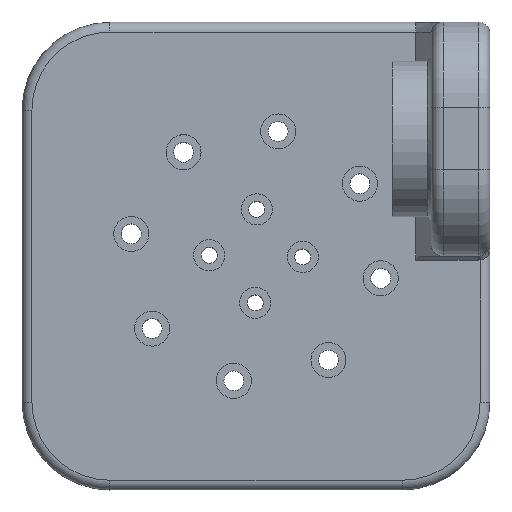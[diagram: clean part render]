
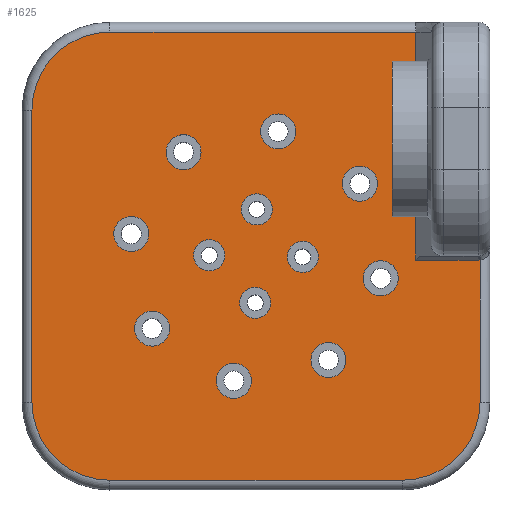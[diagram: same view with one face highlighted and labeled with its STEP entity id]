
A CAD part, top view. The second image highlights one B-rep face of the part: STEP entity #1625.
In plain terms, the highlighted planar face has unit normal (0, 0, 1).
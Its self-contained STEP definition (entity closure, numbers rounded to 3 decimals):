
#117=FACE_BOUND('',#364,.T.);
#118=FACE_BOUND('',#365,.T.);
#119=FACE_BOUND('',#366,.T.);
#120=FACE_BOUND('',#367,.T.);
#121=FACE_BOUND('',#368,.T.);
#122=FACE_BOUND('',#369,.T.);
#123=FACE_BOUND('',#370,.T.);
#124=FACE_BOUND('',#371,.T.);
#125=FACE_BOUND('',#372,.T.);
#126=FACE_BOUND('',#373,.T.);
#127=FACE_BOUND('',#374,.T.);
#128=FACE_BOUND('',#375,.T.);
#160=PLANE('',#1812);
#237=FACE_OUTER_BOUND('',#363,.T.);
#363=EDGE_LOOP('',(#1390,#1391,#1392,#1393,#1394,#1395,#1396,#1397,#1398,
#1399));
#364=EDGE_LOOP('',(#1400));
#365=EDGE_LOOP('',(#1401));
#366=EDGE_LOOP('',(#1402));
#367=EDGE_LOOP('',(#1403));
#368=EDGE_LOOP('',(#1404));
#369=EDGE_LOOP('',(#1405));
#370=EDGE_LOOP('',(#1406));
#371=EDGE_LOOP('',(#1407));
#372=EDGE_LOOP('',(#1408));
#373=EDGE_LOOP('',(#1409));
#374=EDGE_LOOP('',(#1410));
#375=EDGE_LOOP('',(#1411));
#466=LINE('',#2884,#561);
#468=LINE('',#2914,#563);
#480=LINE('',#2979,#575);
#492=LINE('',#3030,#587);
#493=LINE('',#3038,#588);
#494=LINE('',#3046,#589);
#561=VECTOR('',#2092,10.);
#563=VECTOR('',#2100,10.);
#575=VECTOR('',#2158,10.);
#587=VECTOR('',#2216,10.);
#588=VECTOR('',#2227,10.);
#589=VECTOR('',#2238,10.);
#639=CIRCLE('',#1702,4.);
#642=CIRCLE('',#1707,4.);
#645=CIRCLE('',#1712,4.);
#648=CIRCLE('',#1717,4.);
#670=CIRCLE('',#1749,4.);
#695=CIRCLE('',#1802,20.);
#698=CIRCLE('',#1807,20.);
#700=CIRCLE('',#1811,20.);
#701=CIRCLE('',#1813,4.5);
#702=CIRCLE('',#1814,4.5);
#703=CIRCLE('',#1815,4.5);
#704=CIRCLE('',#1816,4.5);
#705=CIRCLE('',#1817,4.5);
#706=CIRCLE('',#1818,4.5);
#707=CIRCLE('',#1819,4.5);
#708=CIRCLE('',#1820,4.5);
#764=VERTEX_POINT('',#2517);
#767=VERTEX_POINT('',#2526);
#770=VERTEX_POINT('',#2535);
#773=VERTEX_POINT('',#2544);
#801=VERTEX_POINT('',#2872);
#804=VERTEX_POINT('',#2877);
#806=VERTEX_POINT('',#2882);
#807=VERTEX_POINT('',#2913);
#824=VERTEX_POINT('',#2977);
#834=VERTEX_POINT('',#3028);
#835=VERTEX_POINT('',#3032);
#836=VERTEX_POINT('',#3036);
#837=VERTEX_POINT('',#3040);
#838=VERTEX_POINT('',#3044);
#839=VERTEX_POINT('',#3050);
#840=VERTEX_POINT('',#3052);
#841=VERTEX_POINT('',#3054);
#842=VERTEX_POINT('',#3056);
#843=VERTEX_POINT('',#3058);
#844=VERTEX_POINT('',#3060);
#845=VERTEX_POINT('',#3062);
#846=VERTEX_POINT('',#3064);
#919=EDGE_CURVE('',#764,#764,#639,.T.);
#923=EDGE_CURVE('',#767,#767,#642,.T.);
#927=EDGE_CURVE('',#770,#770,#645,.T.);
#931=EDGE_CURVE('',#773,#773,#648,.T.);
#971=EDGE_CURVE('',#804,#801,#670,.T.);
#973=EDGE_CURVE('',#806,#804,#466,.T.);
#978=EDGE_CURVE('',#801,#807,#468,.T.);
#1005=EDGE_CURVE('',#824,#806,#480,.T.);
#1029=EDGE_CURVE('',#834,#824,#492,.T.);
#1031=EDGE_CURVE('',#835,#834,#695,.T.);
#1033=EDGE_CURVE('',#836,#835,#493,.T.);
#1035=EDGE_CURVE('',#837,#836,#698,.T.);
#1037=EDGE_CURVE('',#838,#837,#494,.T.);
#1038=EDGE_CURVE('',#807,#838,#700,.T.);
#1039=EDGE_CURVE('',#839,#839,#701,.T.);
#1040=EDGE_CURVE('',#840,#840,#702,.T.);
#1041=EDGE_CURVE('',#841,#841,#703,.T.);
#1042=EDGE_CURVE('',#842,#842,#704,.T.);
#1043=EDGE_CURVE('',#843,#843,#705,.T.);
#1044=EDGE_CURVE('',#844,#844,#706,.T.);
#1045=EDGE_CURVE('',#845,#845,#707,.T.);
#1046=EDGE_CURVE('',#846,#846,#708,.T.);
#1390=ORIENTED_EDGE('',*,*,#1005,.F.);
#1391=ORIENTED_EDGE('',*,*,#1029,.F.);
#1392=ORIENTED_EDGE('',*,*,#1031,.F.);
#1393=ORIENTED_EDGE('',*,*,#1033,.F.);
#1394=ORIENTED_EDGE('',*,*,#1035,.F.);
#1395=ORIENTED_EDGE('',*,*,#1037,.F.);
#1396=ORIENTED_EDGE('',*,*,#1038,.F.);
#1397=ORIENTED_EDGE('',*,*,#978,.F.);
#1398=ORIENTED_EDGE('',*,*,#971,.F.);
#1399=ORIENTED_EDGE('',*,*,#973,.F.);
#1400=ORIENTED_EDGE('',*,*,#919,.T.);
#1401=ORIENTED_EDGE('',*,*,#923,.T.);
#1402=ORIENTED_EDGE('',*,*,#927,.T.);
#1403=ORIENTED_EDGE('',*,*,#931,.T.);
#1404=ORIENTED_EDGE('',*,*,#1039,.T.);
#1405=ORIENTED_EDGE('',*,*,#1040,.T.);
#1406=ORIENTED_EDGE('',*,*,#1041,.T.);
#1407=ORIENTED_EDGE('',*,*,#1042,.T.);
#1408=ORIENTED_EDGE('',*,*,#1043,.T.);
#1409=ORIENTED_EDGE('',*,*,#1044,.T.);
#1410=ORIENTED_EDGE('',*,*,#1045,.T.);
#1411=ORIENTED_EDGE('',*,*,#1046,.T.);
#1625=ADVANCED_FACE('',(#237,#117,#118,#119,#120,#121,#122,#123,#124,#125,
#126,#127,#128),#160,.T.);
#1702=AXIS2_PLACEMENT_3D('',#2518,#1979,#1980);
#1707=AXIS2_PLACEMENT_3D('',#2527,#1990,#1991);
#1712=AXIS2_PLACEMENT_3D('',#2536,#2001,#2002);
#1717=AXIS2_PLACEMENT_3D('',#2545,#2012,#2013);
#1749=AXIS2_PLACEMENT_3D('',#2879,#2087,#2088);
#1802=AXIS2_PLACEMENT_3D('',#3034,#2221,#2222);
#1807=AXIS2_PLACEMENT_3D('',#3042,#2232,#2233);
#1811=AXIS2_PLACEMENT_3D('',#3048,#2241,#2242);
#1812=AXIS2_PLACEMENT_3D('',#3049,#2243,#2244);
#1813=AXIS2_PLACEMENT_3D('',#3051,#2245,#2246);
#1814=AXIS2_PLACEMENT_3D('',#3053,#2247,#2248);
#1815=AXIS2_PLACEMENT_3D('',#3055,#2249,#2250);
#1816=AXIS2_PLACEMENT_3D('',#3057,#2251,#2252);
#1817=AXIS2_PLACEMENT_3D('',#3059,#2253,#2254);
#1818=AXIS2_PLACEMENT_3D('',#3061,#2255,#2256);
#1819=AXIS2_PLACEMENT_3D('',#3063,#2257,#2258);
#1820=AXIS2_PLACEMENT_3D('',#3065,#2259,#2260);
#1979=DIRECTION('center_axis',(0.,0.,-1.));
#1980=DIRECTION('ref_axis',(-1.,0.,0.));
#1990=DIRECTION('center_axis',(0.,0.,-1.));
#1991=DIRECTION('ref_axis',(-1.,0.,0.));
#2001=DIRECTION('center_axis',(0.,0.,-1.));
#2002=DIRECTION('ref_axis',(-1.,0.,0.));
#2012=DIRECTION('center_axis',(0.,0.,-1.));
#2013=DIRECTION('ref_axis',(-1.,0.,0.));
#2087=DIRECTION('center_axis',(0.,0.,1.));
#2088=DIRECTION('ref_axis',(0.707,-0.707,0.));
#2092=DIRECTION('',(1.,0.,0.));
#2100=DIRECTION('',(0.,-1.,0.));
#2158=DIRECTION('',(0.,-1.,0.));
#2216=DIRECTION('',(1.,0.,0.));
#2221=DIRECTION('center_axis',(0.,0.,-1.));
#2222=DIRECTION('ref_axis',(-0.707,0.707,0.));
#2227=DIRECTION('',(0.,1.,0.));
#2232=DIRECTION('center_axis',(0.,0.,-1.));
#2233=DIRECTION('ref_axis',(-0.707,-0.707,0.));
#2238=DIRECTION('',(-1.,0.,0.));
#2241=DIRECTION('center_axis',(0.,0.,-1.));
#2242=DIRECTION('ref_axis',(0.707,-0.707,0.));
#2243=DIRECTION('center_axis',(0.,0.,1.));
#2244=DIRECTION('ref_axis',(1.,0.,0.));
#2245=DIRECTION('center_axis',(0.,0.,-1.));
#2246=DIRECTION('ref_axis',(1.,0.,0.));
#2247=DIRECTION('center_axis',(0.,0.,-1.));
#2248=DIRECTION('ref_axis',(1.,0.,0.));
#2249=DIRECTION('center_axis',(0.,0.,-1.));
#2250=DIRECTION('ref_axis',(1.,0.,0.));
#2251=DIRECTION('center_axis',(0.,0.,-1.));
#2252=DIRECTION('ref_axis',(1.,0.,0.));
#2253=DIRECTION('center_axis',(0.,0.,-1.));
#2254=DIRECTION('ref_axis',(1.,0.,0.));
#2255=DIRECTION('center_axis',(0.,0.,-1.));
#2256=DIRECTION('ref_axis',(1.,0.,0.));
#2257=DIRECTION('center_axis',(0.,0.,-1.));
#2258=DIRECTION('ref_axis',(1.,0.,0.));
#2259=DIRECTION('center_axis',(0.,0.,-1.));
#2260=DIRECTION('ref_axis',(1.,0.,0.));
#2517=CARTESIAN_POINT('',(78.79,63.002,25.));
#2518=CARTESIAN_POINT('Origin',(74.79,63.002,25.));
#2526=CARTESIAN_POINT('',(90.998,74.79,25.));
#2527=CARTESIAN_POINT('Origin',(86.998,74.79,25.));
#2535=CARTESIAN_POINT('',(67.002,75.21,25.));
#2536=CARTESIAN_POINT('Origin',(63.002,75.21,25.));
#2544=CARTESIAN_POINT('',(79.21,86.998,25.));
#2545=CARTESIAN_POINT('Origin',(75.21,86.998,25.));
#2872=CARTESIAN_POINT('',(132.5,74.031,25.));
#2877=CARTESIAN_POINT('',(132.,74.,25.));
#2879=CARTESIAN_POINT('Origin',(132.,78.,25.));
#2882=CARTESIAN_POINT('',(116.,74.,25.));
#2884=CARTESIAN_POINT('',(101.25,74.,25.));
#2913=CARTESIAN_POINT('',(132.5,37.5,25.));
#2914=CARTESIAN_POINT('',(132.5,37.5,25.));
#2977=CARTESIAN_POINT('',(116.,132.5,25.));
#2979=CARTESIAN_POINT('',(116.,75.,25.));
#3028=CARTESIAN_POINT('',(37.5,132.5,25.));
#3030=CARTESIAN_POINT('',(112.5,132.5,25.));
#3032=CARTESIAN_POINT('',(17.5,112.5,25.));
#3034=CARTESIAN_POINT('Origin',(37.5,112.5,25.));
#3036=CARTESIAN_POINT('',(17.5,37.5,25.));
#3038=CARTESIAN_POINT('',(17.5,112.5,25.));
#3040=CARTESIAN_POINT('',(37.5,17.5,25.));
#3042=CARTESIAN_POINT('Origin',(37.5,37.5,25.));
#3044=CARTESIAN_POINT('',(112.5,17.5,25.));
#3046=CARTESIAN_POINT('',(97.5,17.5,25.));
#3048=CARTESIAN_POINT('Origin',(112.5,37.5,25.));
#3049=CARTESIAN_POINT('Origin',(75.,75.,25.));
#3050=CARTESIAN_POINT('',(89.094,48.344,25.));
#3051=CARTESIAN_POINT('Origin',(93.594,48.344,25.));
#3052=CARTESIAN_POINT('',(102.496,69.299,25.));
#3053=CARTESIAN_POINT('Origin',(106.996,69.299,25.));
#3054=CARTESIAN_POINT('',(64.799,43.004,25.));
#3055=CARTESIAN_POINT('Origin',(69.299,43.004,25.));
#3056=CARTESIAN_POINT('',(43.844,56.406,25.));
#3057=CARTESIAN_POINT('Origin',(48.344,56.406,25.));
#3058=CARTESIAN_POINT('',(97.156,93.594,25.));
#3059=CARTESIAN_POINT('Origin',(101.656,93.594,25.));
#3060=CARTESIAN_POINT('',(51.906,101.656,25.));
#3061=CARTESIAN_POINT('Origin',(56.406,101.656,25.));
#3062=CARTESIAN_POINT('',(76.201,106.996,25.));
#3063=CARTESIAN_POINT('Origin',(80.701,106.996,25.));
#3064=CARTESIAN_POINT('',(38.504,80.701,25.));
#3065=CARTESIAN_POINT('Origin',(43.004,80.701,25.));
